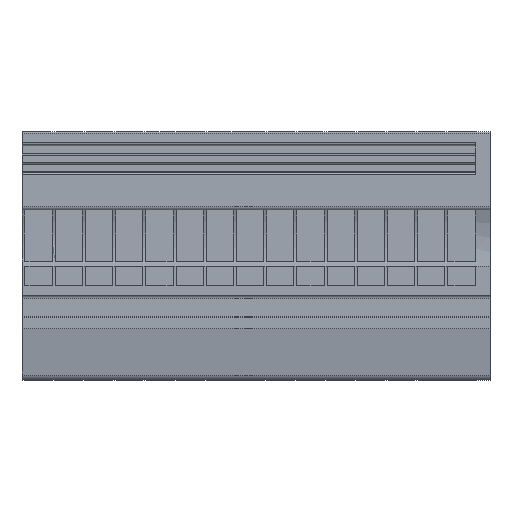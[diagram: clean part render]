
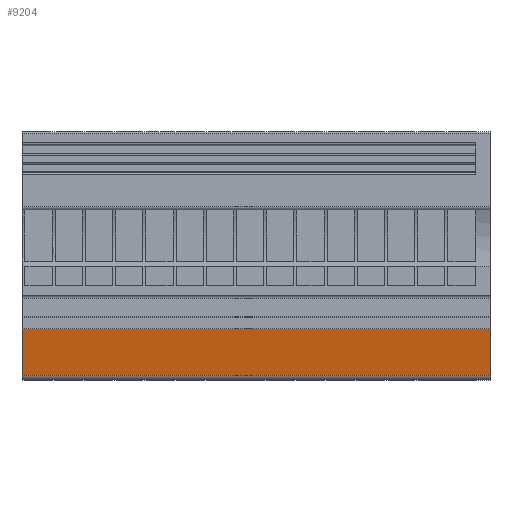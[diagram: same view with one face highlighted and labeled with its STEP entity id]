
A CAD part, front view. The second image highlights one B-rep face of the part: STEP entity #9204.
In plain terms, the highlighted planar face has unit normal (0, -0.985, -0.174).
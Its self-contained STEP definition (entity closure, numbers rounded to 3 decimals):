
#9177=AXIS2_PLACEMENT_3D('Plane Axis2P3D',#9174,#9175,#9176) ;
#1945=CARTESIAN_POINT('Vertex',(0.,3.083,0.909)) ;
#1952=CARTESIAN_POINT('Vertex',(79.,3.083,0.909)) ;
#1955=CARTESIAN_POINT('Line Origine',(79.,3.083,0.909)) ;
#9174=CARTESIAN_POINT('Axis2P3D Location',(79.,1.7,8.751)) ;
#9179=CARTESIAN_POINT('Line Origine',(0.,2.391,4.83)) ;
#9183=CARTESIAN_POINT('Vertex',(0.,1.7,8.751)) ;
#9186=CARTESIAN_POINT('Line Origine',(79.,2.391,4.83)) ;
#9190=CARTESIAN_POINT('Vertex',(79.,1.7,8.751)) ;
#9193=CARTESIAN_POINT('Line Origine',(39.5,1.7,8.751)) ;
#1956=DIRECTION('Vector Direction',(1.,0.,0.)) ;
#9175=DIRECTION('Axis2P3D Direction',(-0.,0.985,0.174)) ;
#9176=DIRECTION('Axis2P3D XDirection',(0.,-0.174,0.985)) ;
#9180=DIRECTION('Vector Direction',(0.,0.174,-0.985)) ;
#9187=DIRECTION('Vector Direction',(0.,0.174,-0.985)) ;
#9194=DIRECTION('Vector Direction',(-1.,0.,0.)) ;
#1957=VECTOR('Line Direction',#1956,1.) ;
#9181=VECTOR('Line Direction',#9180,1.) ;
#9188=VECTOR('Line Direction',#9187,1.) ;
#9195=VECTOR('Line Direction',#9194,1.) ;
#9199=ORIENTED_EDGE('',*,*,#9185,.T.) ;
#9200=ORIENTED_EDGE('',*,*,#1959,.F.) ;
#9201=ORIENTED_EDGE('',*,*,#9192,.F.) ;
#9202=ORIENTED_EDGE('',*,*,#9197,.T.) ;
#9204=ADVANCED_FACE('V1',(#9203),#9178,.F.) ;
#1959=EDGE_CURVE('',#1953,#1946,#1958,.F.) ;
#9185=EDGE_CURVE('',#9184,#1946,#9182,.T.) ;
#9192=EDGE_CURVE('',#9191,#1953,#9189,.T.) ;
#9197=EDGE_CURVE('',#9191,#9184,#9196,.T.) ;
#9198=EDGE_LOOP('',(#9199,#9200,#9201,#9202)) ;
#9203=FACE_OUTER_BOUND('',#9198,.T.) ;
#1958=LINE('Line',#1955,#1957) ;
#9182=LINE('Line',#9179,#9181) ;
#9189=LINE('Line',#9186,#9188) ;
#9196=LINE('Line',#9193,#9195) ;
#9178=PLANE('',#9177) ;
#1946=VERTEX_POINT('',#1945) ;
#1953=VERTEX_POINT('',#1952) ;
#9184=VERTEX_POINT('',#9183) ;
#9191=VERTEX_POINT('',#9190) ;
